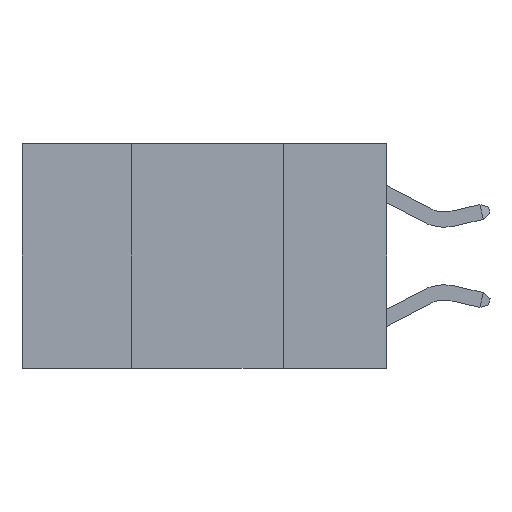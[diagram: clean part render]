
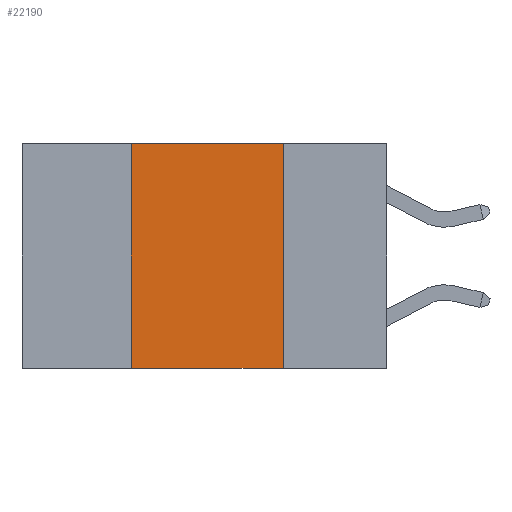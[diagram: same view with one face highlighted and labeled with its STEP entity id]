
A CAD part, left-side view. The second image highlights one B-rep face of the part: STEP entity #22190.
In plain terms, the highlighted planar face has unit normal (-1, 0, 0).
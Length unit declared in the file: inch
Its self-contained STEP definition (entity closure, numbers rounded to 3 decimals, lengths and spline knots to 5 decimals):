
#421 = CARTESIAN_POINT ( 'NONE',  ( 0., 0.42, 0. ) ) ;
#938 = CARTESIAN_POINT ( 'NONE',  ( 0., 0.6, 0. ) ) ;
#1056 = VECTOR ( 'NONE', #2750, 39.37008 ) ;
#1261 = LINE ( 'NONE', #9401, #6745 ) ;
#2060 = VERTEX_POINT ( 'NONE', #9812 ) ;
#2750 = DIRECTION ( 'NONE',  ( 0., 0., 1. ) ) ;
#2896 = EDGE_CURVE ( 'NONE', #18281, #2060, #23080, .T. ) ;
#3005 = CARTESIAN_POINT ( 'NONE',  ( 0., 0.42, -0.37 ) ) ;
#6745 = VECTOR ( 'NONE', #18603, 39.37008 ) ;
#6906 = EDGE_CURVE ( 'NONE', #22603, #18281, #19522, .T. ) ;
#8798 = DIRECTION ( 'NONE',  ( 1., 0., 0. ) ) ;
#9401 = CARTESIAN_POINT ( 'NONE',  ( 0., 0.17, 0. ) ) ;
#9812 = CARTESIAN_POINT ( 'NONE',  ( 0., 0.17, 0. ) ) ;
#9884 = CARTESIAN_POINT ( 'NONE',  ( 0., 0.6, -0.37 ) ) ;
#10771 = VECTOR ( 'NONE', #14892, 39.37008 ) ;
#11430 = LINE ( 'NONE', #9884, #29074 ) ;
#12037 = EDGE_CURVE ( 'NONE', #2060, #28235, #1261, .T. ) ;
#12678 = ORIENTED_EDGE ( 'NONE', *, *, #6906, .F. ) ;
#13315 = CARTESIAN_POINT ( 'NONE',  ( 0., 0.6, 0. ) ) ;
#14333 = ORIENTED_EDGE ( 'NONE', *, *, #12037, .F. ) ;
#14892 = DIRECTION ( 'NONE',  ( 0., -1., 0. ) ) ;
#15300 = FACE_OUTER_BOUND ( 'NONE', #21861, .T. ) ;
#16575 = CARTESIAN_POINT ( 'NONE',  ( 0., 0.42, 0. ) ) ;
#16933 = EDGE_CURVE ( 'NONE', #22603, #28235, #11430, .T. ) ;
#17920 = ORIENTED_EDGE ( 'NONE', *, *, #2896, .F. ) ;
#18281 = VERTEX_POINT ( 'NONE', #16575 ) ;
#18603 = DIRECTION ( 'NONE',  ( 0., 0., -1. ) ) ;
#19176 = DIRECTION ( 'NONE',  ( 0., -1., 0. ) ) ;
#19522 = LINE ( 'NONE', #421, #1056 ) ;
#20352 = AXIS2_PLACEMENT_3D ( 'NONE', #13315, #8798, #24924 ) ;
#21861 = EDGE_LOOP ( 'NONE', ( #14333, #17920, #12678, #24963 ) ) ;
#22190 = ADVANCED_FACE ( 'NONE', ( #15300 ), #22620, .F. ) ;
#22603 = VERTEX_POINT ( 'NONE', #3005 ) ;
#22620 = PLANE ( 'NONE',  #20352 ) ;
#23080 = LINE ( 'NONE', #938, #10771 ) ;
#24924 = DIRECTION ( 'NONE',  ( 0., 0., -1. ) ) ;
#24963 = ORIENTED_EDGE ( 'NONE', *, *, #16933, .T. ) ;
#28235 = VERTEX_POINT ( 'NONE', #28586 ) ;
#28586 = CARTESIAN_POINT ( 'NONE',  ( 0., 0.17, -0.37 ) ) ;
#29074 = VECTOR ( 'NONE', #19176, 39.37008 ) ;
